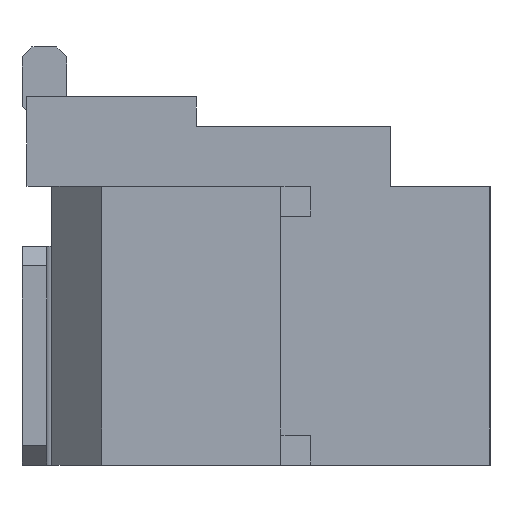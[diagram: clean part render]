
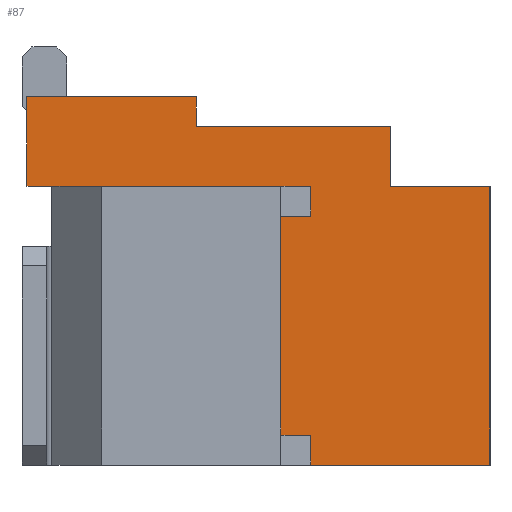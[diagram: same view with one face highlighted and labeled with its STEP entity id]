
A CAD part, left-side view. The second image highlights one B-rep face of the part: STEP entity #87.
In plain terms, the highlighted planar face has unit normal (-1, 0, 0).
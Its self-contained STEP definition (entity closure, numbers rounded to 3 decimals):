
#87=ADVANCED_FACE('',(#472),#284,.F.);
#284=PLANE('',#4014);
#472=FACE_OUTER_BOUND('',#675,.T.);
#675=EDGE_LOOP('',(#1145,#1146,#1147,#1148,#1149,#1150,#1151,#1152,#1153,
#1154,#1155,#1156,#1157,#1158,#1159));
#1145=ORIENTED_EDGE('',*,*,#2344,.T.);
#1146=ORIENTED_EDGE('',*,*,#2589,.T.);
#1147=ORIENTED_EDGE('',*,*,#2590,.F.);
#1148=ORIENTED_EDGE('',*,*,#2591,.F.);
#1149=ORIENTED_EDGE('',*,*,#2338,.T.);
#1150=ORIENTED_EDGE('',*,*,#2445,.F.);
#1151=ORIENTED_EDGE('',*,*,#2372,.F.);
#1152=ORIENTED_EDGE('',*,*,#2551,.T.);
#1153=ORIENTED_EDGE('',*,*,#2592,.F.);
#1154=ORIENTED_EDGE('',*,*,#2593,.T.);
#1155=ORIENTED_EDGE('',*,*,#2528,.F.);
#1156=ORIENTED_EDGE('',*,*,#2574,.F.);
#1157=ORIENTED_EDGE('',*,*,#2594,.F.);
#1158=ORIENTED_EDGE('',*,*,#2595,.T.);
#1159=ORIENTED_EDGE('',*,*,#2596,.T.);
#1968=VERTEX_POINT('',#5170);
#1969=VERTEX_POINT('',#5171);
#1974=VERTEX_POINT('',#5182);
#1975=VERTEX_POINT('',#5184);
#1998=VERTEX_POINT('',#5239);
#1999=VERTEX_POINT('',#5241);
#2086=VERTEX_POINT('',#5440);
#2138=VERTEX_POINT('',#5546);
#2139=VERTEX_POINT('',#5548);
#2159=VERTEX_POINT('',#5591);
#2173=VERTEX_POINT('',#5630);
#2182=VERTEX_POINT('',#5657);
#2183=VERTEX_POINT('',#5659);
#2184=VERTEX_POINT('',#5662);
#2185=VERTEX_POINT('',#5665);
#2338=EDGE_CURVE('',#1968,#1969,#2897,.T.);
#2344=EDGE_CURVE('',#1975,#1974,#2903,.T.);
#2372=EDGE_CURVE('',#1998,#1999,#2931,.T.);
#2445=EDGE_CURVE('',#1999,#1969,#3001,.T.);
#2528=EDGE_CURVE('',#2138,#2139,#3083,.T.);
#2551=EDGE_CURVE('',#1998,#2159,#3102,.T.);
#2574=EDGE_CURVE('',#2173,#2138,#3125,.T.);
#2589=EDGE_CURVE('',#1974,#2182,#3140,.T.);
#2590=EDGE_CURVE('',#2183,#2182,#3141,.T.);
#2591=EDGE_CURVE('',#1968,#2183,#3142,.T.);
#2592=EDGE_CURVE('',#2184,#2159,#3143,.T.);
#2593=EDGE_CURVE('',#2184,#2139,#3144,.T.);
#2594=EDGE_CURVE('',#2185,#2173,#3145,.T.);
#2595=EDGE_CURVE('',#2185,#2086,#3146,.T.);
#2596=EDGE_CURVE('',#2086,#1975,#3147,.T.);
#2897=LINE('',#5169,#3440);
#2903=LINE('',#5183,#3446);
#2931=LINE('',#5240,#3474);
#3001=LINE('',#5384,#3544);
#3083=LINE('',#5547,#3626);
#3102=LINE('',#5592,#3645);
#3125=LINE('',#5631,#3668);
#3140=LINE('',#5656,#3683);
#3141=LINE('',#5658,#3684);
#3142=LINE('',#5660,#3685);
#3143=LINE('',#5661,#3686);
#3144=LINE('',#5663,#3687);
#3145=LINE('',#5664,#3688);
#3146=LINE('',#5666,#3689);
#3147=LINE('',#5667,#3690);
#3440=VECTOR('',#4199,1.);
#3446=VECTOR('',#4207,1.);
#3474=VECTOR('',#4245,1.);
#3544=VECTOR('',#4335,1.);
#3626=VECTOR('',#4427,1.);
#3645=VECTOR('',#4456,1.);
#3668=VECTOR('',#4483,1.);
#3683=VECTOR('',#4502,1.);
#3684=VECTOR('',#4503,1.);
#3685=VECTOR('',#4504,1.);
#3686=VECTOR('',#4505,1.);
#3687=VECTOR('',#4506,1.);
#3688=VECTOR('',#4507,1.);
#3689=VECTOR('',#4508,1.);
#3690=VECTOR('',#4509,1.);
#4014=AXIS2_PLACEMENT_3D('',#5668,#4510,#4511);
#4199=DIRECTION('',(0.,0.,-1.));
#4207=DIRECTION('',(0.,0.,-1.));
#4245=DIRECTION('',(0.,0.,-1.));
#4335=DIRECTION('',(0.,1.,0.));
#4427=DIRECTION('',(0.,0.,-1.));
#4456=DIRECTION('',(0.,1.,0.));
#4483=DIRECTION('',(0.,-1.,0.));
#4502=DIRECTION('',(0.,1.,0.));
#4503=DIRECTION('',(0.,0.,1.));
#4504=DIRECTION('',(0.,1.,0.));
#4505=DIRECTION('',(0.,0.,-1.));
#4506=DIRECTION('',(0.,1.,0.));
#4507=DIRECTION('',(0.,0.,1.));
#4508=DIRECTION('',(0.,-1.,0.));
#4509=DIRECTION('',(0.,-1.,0.));
#4510=DIRECTION('',(1.,0.,0.));
#4511=DIRECTION('',(0.,0.,-1.));
#5169=CARTESIAN_POINT('',(-4.625,2.8,2.8));
#5170=CARTESIAN_POINT('',(-4.625,2.8,0.3));
#5171=CARTESIAN_POINT('',(-4.625,2.8,0.));
#5182=CARTESIAN_POINT('',(-4.625,2.8,2.5));
#5183=CARTESIAN_POINT('',(-4.625,2.8,2.8));
#5184=CARTESIAN_POINT('',(-4.625,2.8,2.8));
#5239=CARTESIAN_POINT('',(-4.625,1.,2.8));
#5240=CARTESIAN_POINT('',(-4.625,1.,0.4));
#5241=CARTESIAN_POINT('',(-4.625,1.,0.));
#5384=CARTESIAN_POINT('',(-4.625,1.,0.));
#5440=CARTESIAN_POINT('',(-4.625,5.4,2.8));
#5546=CARTESIAN_POINT('',(-4.625,3.95,3.7));
#5547=CARTESIAN_POINT('',(-4.625,3.95,3.7));
#5548=CARTESIAN_POINT('',(-4.625,3.95,3.4));
#5591=CARTESIAN_POINT('',(-4.625,2.,2.8));
#5592=CARTESIAN_POINT('',(-4.625,-25.255,2.8));
#5630=CARTESIAN_POINT('',(-4.625,5.65,3.7));
#5631=CARTESIAN_POINT('',(-4.625,5.4,3.7));
#5656=CARTESIAN_POINT('',(-4.625,2.75,2.5));
#5657=CARTESIAN_POINT('',(-4.625,3.6,2.5));
#5658=CARTESIAN_POINT('',(-4.625,3.6,0.3));
#5659=CARTESIAN_POINT('',(-4.625,3.6,0.3));
#5660=CARTESIAN_POINT('',(-4.625,2.75,0.3));
#5661=CARTESIAN_POINT('',(-4.625,2.,3.4));
#5662=CARTESIAN_POINT('',(-4.625,2.,3.4));
#5663=CARTESIAN_POINT('',(-4.625,2.,3.4));
#5664=CARTESIAN_POINT('',(-4.625,5.65,2.8));
#5665=CARTESIAN_POINT('',(-4.625,5.65,2.8));
#5666=CARTESIAN_POINT('',(-4.625,5.65,2.8));
#5667=CARTESIAN_POINT('',(-4.625,5.4,2.8));
#5668=CARTESIAN_POINT('',(-4.625,0.,0.));
